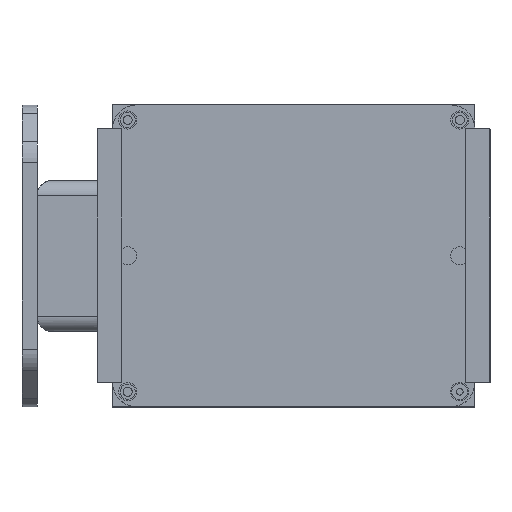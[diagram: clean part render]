
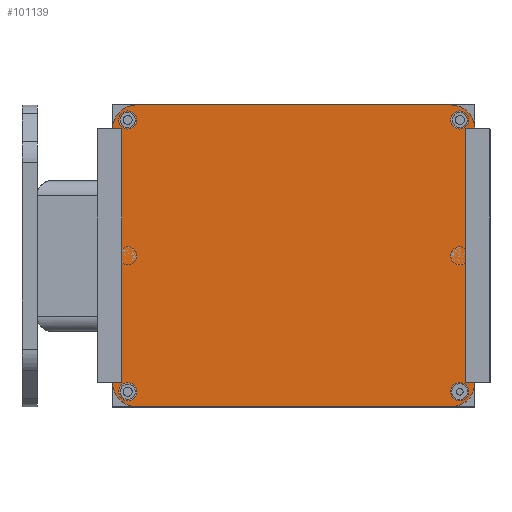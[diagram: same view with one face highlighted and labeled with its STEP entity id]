
A CAD part, top view. The second image highlights one B-rep face of the part: STEP entity #101139.
In plain terms, the highlighted planar face has unit normal (0, 0, 1).
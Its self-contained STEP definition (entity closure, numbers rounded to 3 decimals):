
#4044=CIRCLE('',#109426,8.);
#4045=CIRCLE('',#109427,8.);
#4046=CIRCLE('',#109428,8.);
#4047=CIRCLE('',#109429,8.);
#4048=CIRCLE('',#109430,2.65);
#4049=CIRCLE('',#109431,2.5);
#4050=CIRCLE('',#109432,2.5);
#4051=CIRCLE('',#109433,2.5);
#5812=FACE_BOUND('',#16578,.T.);
#5813=FACE_BOUND('',#16579,.T.);
#5814=FACE_BOUND('',#16580,.T.);
#5815=FACE_BOUND('',#16581,.T.);
#10867=FACE_OUTER_BOUND('',#16577,.T.);
#16577=EDGE_LOOP('',(#89441,#89442,#89443,#89444,#89445,#89446,#89447,#89448,
#89449,#89450,#89451,#89452,#89453,#89454,#89455,#89456,#89457,#89458));
#16578=EDGE_LOOP('',(#89459));
#16579=EDGE_LOOP('',(#89460));
#16580=EDGE_LOOP('',(#89461));
#16581=EDGE_LOOP('',(#89462));
#27482=LINE('',#170027,#38560);
#27493=LINE('',#170049,#38571);
#27497=LINE('',#170057,#38575);
#27505=LINE('',#170074,#38583);
#27520=LINE('',#170105,#38598);
#27521=LINE('',#170107,#38599);
#27522=LINE('',#170109,#38600);
#27523=LINE('',#170110,#38601);
#27524=LINE('',#170112,#38602);
#27525=LINE('',#170116,#38603);
#27526=LINE('',#170119,#38604);
#27527=LINE('',#170121,#38605);
#27528=LINE('',#170123,#38606);
#27529=LINE('',#170127,#38607);
#38560=VECTOR('',#135475,10.);
#38571=VECTOR('',#135488,10.);
#38575=VECTOR('',#135494,10.);
#38583=VECTOR('',#135510,10.);
#38598=VECTOR('',#135539,10.);
#38599=VECTOR('',#135540,10.);
#38600=VECTOR('',#135541,10.);
#38601=VECTOR('',#135542,10.);
#38602=VECTOR('',#135543,10.);
#38603=VECTOR('',#135546,10.);
#38604=VECTOR('',#135549,10.);
#38605=VECTOR('',#135550,10.);
#38606=VECTOR('',#135551,10.);
#38607=VECTOR('',#135554,10.);
#47727=VERTEX_POINT('',#170023);
#47729=VERTEX_POINT('',#170026);
#47734=VERTEX_POINT('',#170037);
#47739=VERTEX_POINT('',#170047);
#47742=VERTEX_POINT('',#170055);
#47747=VERTEX_POINT('',#170073);
#47755=VERTEX_POINT('',#170103);
#47756=VERTEX_POINT('',#170104);
#47757=VERTEX_POINT('',#170106);
#47758=VERTEX_POINT('',#170108);
#47759=VERTEX_POINT('',#170111);
#47760=VERTEX_POINT('',#170113);
#47761=VERTEX_POINT('',#170115);
#47762=VERTEX_POINT('',#170117);
#47763=VERTEX_POINT('',#170120);
#47764=VERTEX_POINT('',#170122);
#47765=VERTEX_POINT('',#170124);
#47766=VERTEX_POINT('',#170126);
#47767=VERTEX_POINT('',#170129);
#47768=VERTEX_POINT('',#170131);
#47769=VERTEX_POINT('',#170133);
#47770=VERTEX_POINT('',#170135);
#61708=EDGE_CURVE('',#47729,#47727,#27482,.T.);
#61719=EDGE_CURVE('',#47734,#47739,#27493,.T.);
#61723=EDGE_CURVE('',#47727,#47742,#27497,.T.);
#61731=EDGE_CURVE('',#47747,#47734,#27505,.T.);
#61746=EDGE_CURVE('',#47755,#47756,#27520,.T.);
#61747=EDGE_CURVE('',#47757,#47756,#27521,.T.);
#61748=EDGE_CURVE('',#47758,#47757,#27522,.T.);
#61749=EDGE_CURVE('',#47729,#47758,#27523,.T.);
#61750=EDGE_CURVE('',#47759,#47742,#27524,.T.);
#61751=EDGE_CURVE('',#47760,#47759,#4044,.T.);
#61752=EDGE_CURVE('',#47760,#47761,#27525,.T.);
#61753=EDGE_CURVE('',#47762,#47761,#4045,.T.);
#61754=EDGE_CURVE('',#47762,#47747,#27526,.T.);
#61755=EDGE_CURVE('',#47739,#47763,#27527,.T.);
#61756=EDGE_CURVE('',#47764,#47763,#27528,.T.);
#61757=EDGE_CURVE('',#47765,#47764,#4046,.T.);
#61758=EDGE_CURVE('',#47765,#47766,#27529,.T.);
#61759=EDGE_CURVE('',#47755,#47766,#4047,.T.);
#61760=EDGE_CURVE('',#47767,#47767,#4048,.T.);
#61761=EDGE_CURVE('',#47768,#47768,#4049,.T.);
#61762=EDGE_CURVE('',#47769,#47769,#4050,.T.);
#61763=EDGE_CURVE('',#47770,#47770,#4051,.T.);
#89441=ORIENTED_EDGE('',*,*,#61746,.T.);
#89442=ORIENTED_EDGE('',*,*,#61747,.F.);
#89443=ORIENTED_EDGE('',*,*,#61748,.F.);
#89444=ORIENTED_EDGE('',*,*,#61749,.F.);
#89445=ORIENTED_EDGE('',*,*,#61708,.T.);
#89446=ORIENTED_EDGE('',*,*,#61723,.T.);
#89447=ORIENTED_EDGE('',*,*,#61750,.F.);
#89448=ORIENTED_EDGE('',*,*,#61751,.F.);
#89449=ORIENTED_EDGE('',*,*,#61752,.T.);
#89450=ORIENTED_EDGE('',*,*,#61753,.F.);
#89451=ORIENTED_EDGE('',*,*,#61754,.T.);
#89452=ORIENTED_EDGE('',*,*,#61731,.T.);
#89453=ORIENTED_EDGE('',*,*,#61719,.T.);
#89454=ORIENTED_EDGE('',*,*,#61755,.T.);
#89455=ORIENTED_EDGE('',*,*,#61756,.F.);
#89456=ORIENTED_EDGE('',*,*,#61757,.F.);
#89457=ORIENTED_EDGE('',*,*,#61758,.T.);
#89458=ORIENTED_EDGE('',*,*,#61759,.F.);
#89459=ORIENTED_EDGE('',*,*,#61760,.T.);
#89460=ORIENTED_EDGE('',*,*,#61761,.T.);
#89461=ORIENTED_EDGE('',*,*,#61762,.T.);
#89462=ORIENTED_EDGE('',*,*,#61763,.T.);
#94772=PLANE('',#109425);
#101139=ADVANCED_FACE('',(#10867,#5812,#5813,#5814,#5815),#94772,.T.);
#109425=AXIS2_PLACEMENT_3D('',#170102,#135537,#135538);
#109426=AXIS2_PLACEMENT_3D('',#170114,#135544,#135545);
#109427=AXIS2_PLACEMENT_3D('',#170118,#135547,#135548);
#109428=AXIS2_PLACEMENT_3D('',#170125,#135552,#135553);
#109429=AXIS2_PLACEMENT_3D('',#170128,#135555,#135556);
#109430=AXIS2_PLACEMENT_3D('',#170130,#135557,#135558);
#109431=AXIS2_PLACEMENT_3D('',#170132,#135559,#135560);
#109432=AXIS2_PLACEMENT_3D('',#170134,#135561,#135562);
#109433=AXIS2_PLACEMENT_3D('',#170136,#135563,#135564);
#135475=DIRECTION('',(-1.,0.,0.));
#135488=DIRECTION('',(-1.,0.,0.));
#135494=DIRECTION('',(0.,1.,0.));
#135510=DIRECTION('',(0.,-1.,0.));
#135537=DIRECTION('center_axis',(0.,0.,1.));
#135538=DIRECTION('ref_axis',(0.,-1.,0.));
#135539=DIRECTION('',(1.,0.,0.));
#135540=DIRECTION('',(0.,-1.,0.));
#135541=DIRECTION('',(1.,0.,0.));
#135542=DIRECTION('',(0.,1.,0.));
#135543=DIRECTION('',(1.,0.,0.));
#135544=DIRECTION('center_axis',(0.,0.,-1.));
#135545=DIRECTION('ref_axis',(0.707,0.707,0.));
#135546=DIRECTION('',(-1.,0.,0.));
#135547=DIRECTION('center_axis',(0.,0.,-1.));
#135548=DIRECTION('ref_axis',(-0.707,0.707,0.));
#135549=DIRECTION('',(-1.,0.,0.));
#135550=DIRECTION('',(0.,-1.,0.));
#135551=DIRECTION('',(-1.,0.,0.));
#135552=DIRECTION('center_axis',(0.,0.,-1.));
#135553=DIRECTION('ref_axis',(-0.707,-0.707,0.));
#135554=DIRECTION('',(1.,0.,0.));
#135555=DIRECTION('center_axis',(0.,0.,-1.));
#135556=DIRECTION('ref_axis',(0.707,-0.707,0.));
#135557=DIRECTION('center_axis',(0.,0.,-1.));
#135558=DIRECTION('ref_axis',(1.,0.,0.));
#135559=DIRECTION('center_axis',(0.,0.,-1.));
#135560=DIRECTION('ref_axis',(1.,0.,0.));
#135561=DIRECTION('center_axis',(0.,0.,-1.));
#135562=DIRECTION('ref_axis',(1.,0.,0.));
#135563=DIRECTION('center_axis',(0.,0.,-1.));
#135564=DIRECTION('ref_axis',(1.,0.,0.));
#170023=CARTESIAN_POINT('',(122.,8.056,49.));
#170026=CARTESIAN_POINT('',(124.934,8.056,49.));
#170027=CARTESIAN_POINT('',(27.434,8.056,49.));
#170037=CARTESIAN_POINT('',(-2.,8.056,49.));
#170047=CARTESIAN_POINT('',(-5.,8.056,49.));
#170049=CARTESIAN_POINT('',(27.434,8.056,49.));
#170055=CARTESIAN_POINT('',(122.,92.,49.));
#170057=CARTESIAN_POINT('',(122.,78.556,49.));
#170073=CARTESIAN_POINT('',(-2.,92.,49.));
#170074=CARTESIAN_POINT('',(-2.,21.556,49.));
#170102=CARTESIAN_POINT('Origin',(120.,92.,49.));
#170103=CARTESIAN_POINT('',(120.,8.,49.));
#170104=CARTESIAN_POINT('',(125.,8.,49.));
#170105=CARTESIAN_POINT('',(120.,8.,49.));
#170106=CARTESIAN_POINT('',(125.,92.,49.));
#170107=CARTESIAN_POINT('',(125.,0.,49.));
#170108=CARTESIAN_POINT('',(124.934,92.,49.));
#170109=CARTESIAN_POINT('',(120.,92.,49.));
#170110=CARTESIAN_POINT('',(124.934,-6.944,49.));
#170111=CARTESIAN_POINT('',(120.,92.,49.));
#170112=CARTESIAN_POINT('',(120.,92.,49.));
#170113=CARTESIAN_POINT('',(112.,100.,49.));
#170114=CARTESIAN_POINT('Origin',(112.,92.,49.));
#170115=CARTESIAN_POINT('',(8.,100.,49.));
#170116=CARTESIAN_POINT('',(120.,100.,49.));
#170117=CARTESIAN_POINT('',(0.,92.,49.));
#170118=CARTESIAN_POINT('Origin',(8.,92.,49.));
#170119=CARTESIAN_POINT('',(0.,92.,49.));
#170120=CARTESIAN_POINT('',(-5.,8.,49.));
#170121=CARTESIAN_POINT('',(-5.,75.028,49.));
#170122=CARTESIAN_POINT('',(0.,8.,49.));
#170123=CARTESIAN_POINT('',(0.,8.,49.));
#170124=CARTESIAN_POINT('',(8.,0.,49.));
#170125=CARTESIAN_POINT('Origin',(8.,8.,49.));
#170126=CARTESIAN_POINT('',(112.,0.,49.));
#170127=CARTESIAN_POINT('',(0.,0.,49.));
#170128=CARTESIAN_POINT('Origin',(112.,8.,49.));
#170129=CARTESIAN_POINT('',(112.35,4.994,49.));
#170130=CARTESIAN_POINT('Origin',(115.,4.994,49.));
#170131=CARTESIAN_POINT('',(2.5,4.994,49.));
#170132=CARTESIAN_POINT('Origin',(5.,4.994,49.));
#170133=CARTESIAN_POINT('',(2.5,94.994,49.));
#170134=CARTESIAN_POINT('Origin',(5.,94.994,49.));
#170135=CARTESIAN_POINT('',(112.5,94.994,49.));
#170136=CARTESIAN_POINT('Origin',(115.,94.994,49.));
